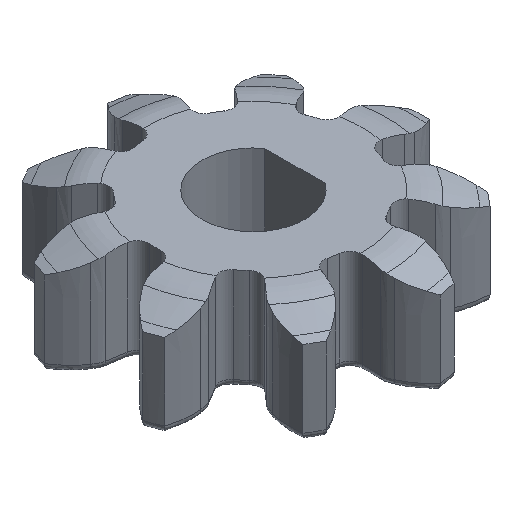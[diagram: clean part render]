
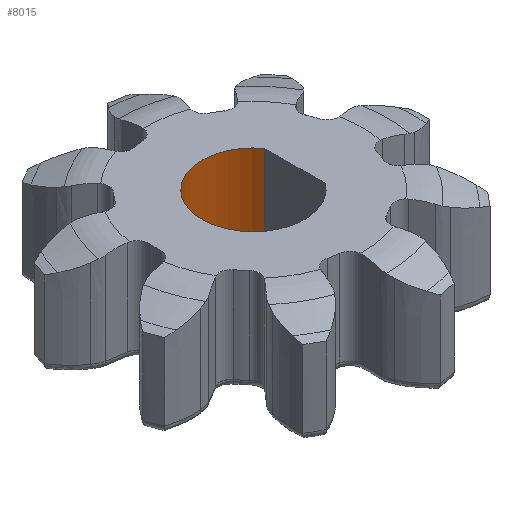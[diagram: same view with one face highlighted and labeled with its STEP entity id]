
A CAD part, isometric view. The second image highlights one B-rep face of the part: STEP entity #8015.
In plain terms, the highlighted cylindrical face has radius 2.7 mm (diameter 5.4 mm), a partial arc.
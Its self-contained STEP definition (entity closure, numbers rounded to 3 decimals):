
#1994 = EDGE_CURVE('',#1995,#1997,#1999,.T.);
#1995 = VERTEX_POINT('',#1996);
#1996 = CARTESIAN_POINT('',(2.184,1.587,2.7));
#1997 = VERTEX_POINT('',#1998);
#1998 = CARTESIAN_POINT('',(2.184,-1.587,2.7));
#1999 = CIRCLE('',#2000,2.7);
#2000 = AXIS2_PLACEMENT_3D('',#2001,#2002,#2003);
#2001 = CARTESIAN_POINT('',(0.,0.,2.7));
#2002 = DIRECTION('',(0.,0.,1.));
#2003 = DIRECTION('',(1.,0.,0.));
#6780 = VERTEX_POINT('',#6781);
#6781 = CARTESIAN_POINT('',(2.184,1.587,-2.3));
#6803 = VERTEX_POINT('',#6804);
#6804 = CARTESIAN_POINT('',(2.184,-1.587,-2.3));
#6824 = EDGE_CURVE('',#6780,#6803,#6825,.T.);
#6825 = CIRCLE('',#6826,2.7);
#6826 = AXIS2_PLACEMENT_3D('',#6827,#6828,#6829);
#6827 = CARTESIAN_POINT('',(0.,0.,-2.3));
#6828 = DIRECTION('',(0.,-0.,1.));
#6829 = DIRECTION('',(0.809,0.588,0.));
#8015 = ADVANCED_FACE('',(#8016),#8032,.F.);
#8016 = FACE_BOUND('',#8017,.F.);
#8017 = EDGE_LOOP('',(#8018,#8024,#8025,#8031));
#8018 = ORIENTED_EDGE('',*,*,#8019,.F.);
#8019 = EDGE_CURVE('',#1997,#6803,#8020,.T.);
#8020 = LINE('',#8021,#8022);
#8021 = CARTESIAN_POINT('',(2.184,-1.587,
    25.366));
#8022 = VECTOR('',#8023,1.);
#8023 = DIRECTION('',(-0.,-0.,-1.));
#8024 = ORIENTED_EDGE('',*,*,#1994,.F.);
#8025 = ORIENTED_EDGE('',*,*,#8026,.T.);
#8026 = EDGE_CURVE('',#1995,#6780,#8027,.T.);
#8027 = LINE('',#8028,#8029);
#8028 = CARTESIAN_POINT('',(2.184,1.587,25.366
    ));
#8029 = VECTOR('',#8030,1.);
#8030 = DIRECTION('',(-0.,-0.,-1.));
#8031 = ORIENTED_EDGE('',*,*,#6824,.T.);
#8032 = CYLINDRICAL_SURFACE('',#8033,2.7);
#8033 = AXIS2_PLACEMENT_3D('',#8034,#8035,#8036);
#8034 = CARTESIAN_POINT('',(0.,0.,25.366));
#8035 = DIRECTION('',(0.,0.,1.));
#8036 = DIRECTION('',(1.,0.,0.));
